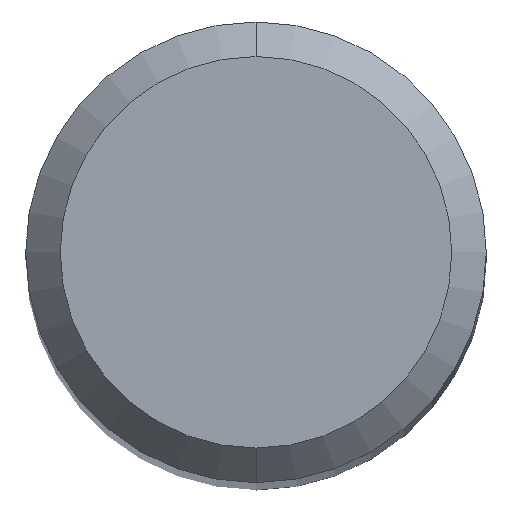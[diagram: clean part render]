
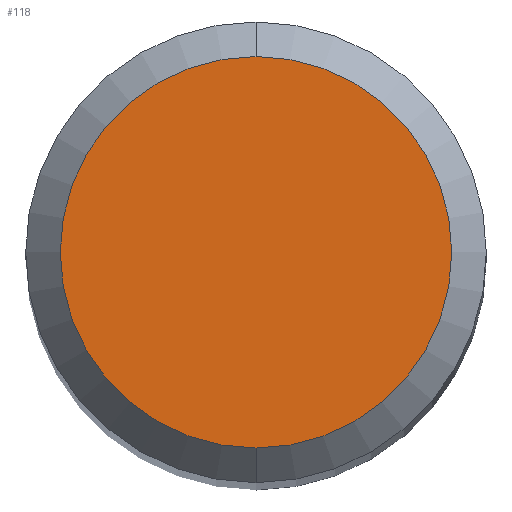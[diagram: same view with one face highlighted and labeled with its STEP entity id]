
A CAD part, top view. The second image highlights one B-rep face of the part: STEP entity #118.
In plain terms, the highlighted planar face has unit normal (0, 0, 1).
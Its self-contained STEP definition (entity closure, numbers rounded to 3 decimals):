
#118=ADVANCED_FACE('',(#273),#274,.T.);
#140=EDGE_CURVE('',#228,#194,#296,.T.);
#154=EDGE_CURVE('',#194,#228,#311,.T.);
#194=VERTEX_POINT('',#357);
#228=VERTEX_POINT('',#398);
#273=FACE_OUTER_BOUND('',#440,.T.);
#274=PLANE('',#441);
#296=CIRCLE('',#471,1.7);
#311=CIRCLE('',#494,1.7);
#357=CARTESIAN_POINT('',(0.0,1.7,0.0));
#398=CARTESIAN_POINT('',(0.,-1.7,0.0));
#440=EDGE_LOOP('',(#635,#636));
#441=AXIS2_PLACEMENT_3D('',#637,#638,#639);
#471=AXIS2_PLACEMENT_3D('',#656,#657,#658);
#494=AXIS2_PLACEMENT_3D('',#673,#674,#675);
#635=ORIENTED_EDGE('',*,*,#154,.F.);
#636=ORIENTED_EDGE('',*,*,#140,.F.);
#637=CARTESIAN_POINT('',(0.0,0.85,0.0));
#638=DIRECTION('',(-0.0,0.0,1.0));
#639=DIRECTION('',(0.0,-1.0,0.0));
#656=CARTESIAN_POINT('',(0.0,0.0,0.0));
#657=DIRECTION('',(0.0,0.0,-1.0));
#658=DIRECTION('',(0.0,1.0,0.0));
#673=CARTESIAN_POINT('',(0.0,0.0,0.0));
#674=DIRECTION('',(0.0,0.0,-1.0));
#675=DIRECTION('',(0.0,1.0,0.0));
